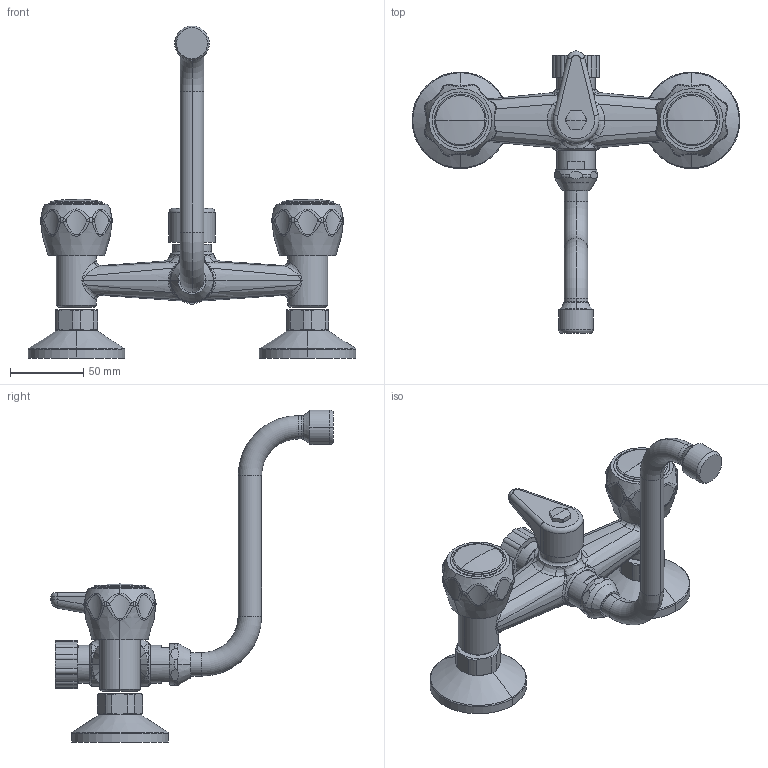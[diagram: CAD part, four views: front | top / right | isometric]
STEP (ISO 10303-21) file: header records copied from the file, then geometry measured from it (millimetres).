
FILE_DESCRIPTION((''),'2;1');
FILE_NAME('DA169CR','2021-11-09T13:00:36',('ut3'),('PAFFONI SpA'),'CREO PARAMETRIC BY PTC INC, 2020044','CREO PARAMETRIC BY PTC INC, 2020044','');
FILE_SCHEMA(('CONFIG_CONTROL_DESIGN','SHAPE_APPEARANCE_LAYERS_GROUPS'));
Length unit declared in the file: millimetre
Products named in the file (1): DA169CR
Bounding box: 224 x 192.9 x 226.8 mm (x, y, z)
Volume: 393064.4 mm3; surface area: 101028 mm2
Topology: 4 solids, 4 shells, 814 faces, 1871 edges, 1089 vertices
Faces by surface type: bspline 371, cylinder 167, torus 95, plane 94, cone 80, sphere 7
Entity records: 49051 total; most frequent: CARTESIAN_POINT 27509, ORIENTED_EDGE 3730, DIRECTION 2744, EDGE_CURVE 1865, AXIS2_PLACEMENT_3D 1237, VERTEX_POINT 1089, EDGE_LOOP 852, FACE_OUTER_BOUND 814
